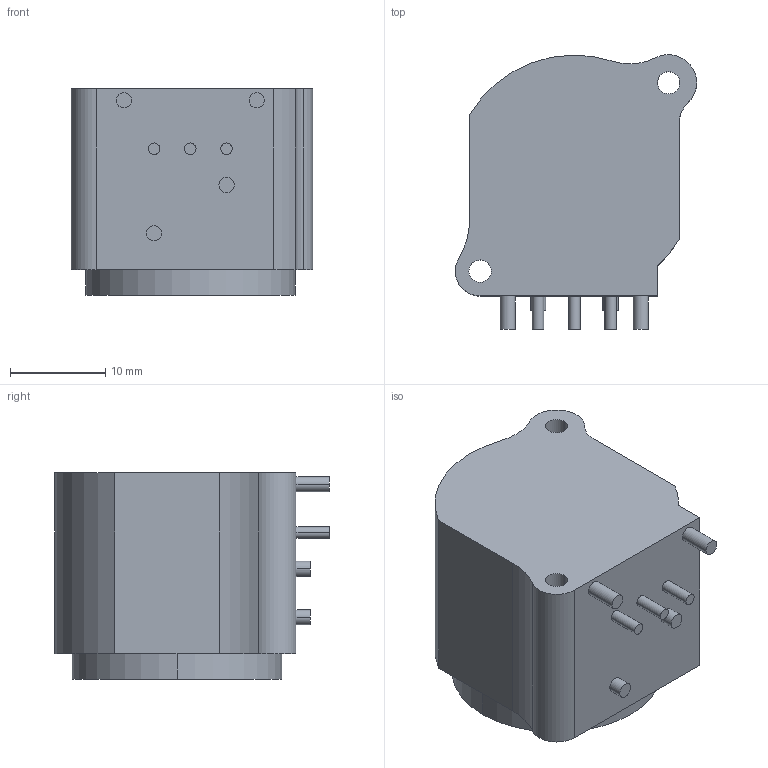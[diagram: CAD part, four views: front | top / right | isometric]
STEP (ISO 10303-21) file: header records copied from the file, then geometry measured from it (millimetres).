
FILE_DESCRIPTION((''),'2;1');
FILE_NAME('D-NC4MBH','2014-06-24T',('odo'),(''),'PRO/ENGINEER BY PARAMETRIC TECHNOLOGY CORPORATION, 2011310','PRO/ENGINEER BY PARAMETRIC TECHNOLOGY CORPORATION, 2011310','');
FILE_SCHEMA(('AUTOMOTIVE_DESIGN_CC2 { 1 2 10303 214 -1 1 5 2 }'));
Length unit declared in the file: millimetre
Products named in the file (1): D-NC4MBH
Bounding box: 25.35 x 28.85 x 21.7 mm (x, y, z)
Volume: 8390.2 mm3; surface area: 4245.8 mm2
Topology: 1 solids, 1 shells, 65 faces, 141 edges, 90 vertices
Faces by surface type: cylinder 37, plane 20, bspline 8
Entity records: 2656 total; most frequent: CARTESIAN_POINT 512, DIRECTION 345, ORIENTED_EDGE 282, COLOUR_RGB 209, AXIS2_PLACEMENT_3D 147, PRESENTATION_STYLE_ASSIGNMENT 142, STYLED_ITEM 142, CURVE_STYLE 141
